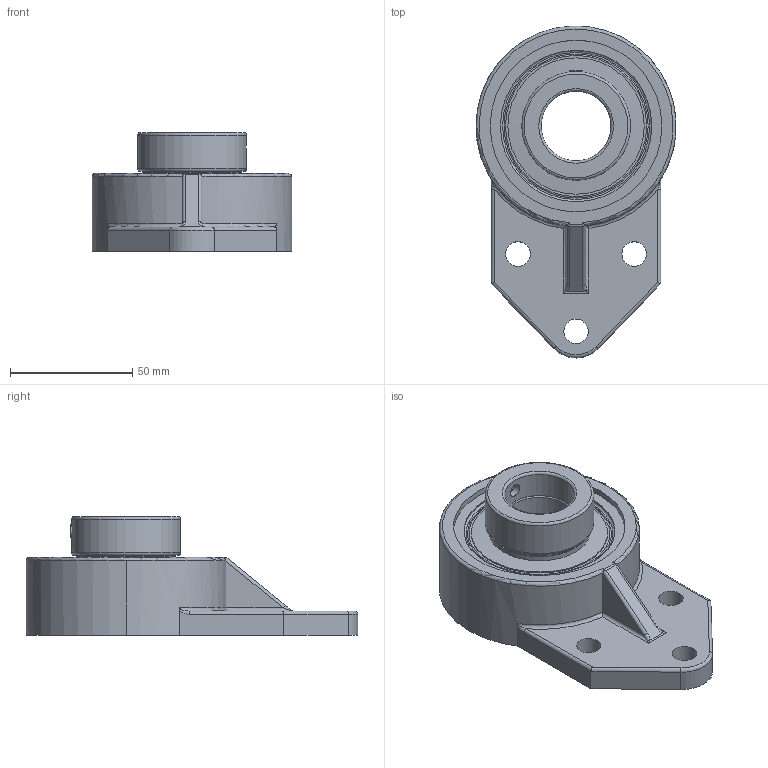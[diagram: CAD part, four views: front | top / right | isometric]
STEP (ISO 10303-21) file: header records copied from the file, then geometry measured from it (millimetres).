
FILE_DESCRIPTION(('HOOPS Exchange Step'),'2;1');
FILE_NAME('export-57B12634-F72E-4459-B346-BDBDDFA9B969.stp','2020-05-20T12:21:31-07:00',('dkerr'),('Alibre'),'HOOPS Exchange 2020.0','Alibre','Unknown authorisation');
FILE_SCHEMA( ('AP242_MANAGED_MODEL_BASED_3D_ENGINEERING_MIM_LF {1 0 10303 442 1 1 4 }') );
Length unit declared in the file: inch
Products named in the file (8): MRN SFBM 206 L4L; SNC 206 (Ball Bearing); SNC 206 (Setscrew); SNC 206 (Shield); SNC 206-18 L4L (1.125inch) (Race); SNC 206-18 (Collar); MRN SNC 206-18 L4L (1.125inch); MRN SNCSFBM 206-18 L4L (1.125inch)
Assembly tree (8 placements, depth 3):
  MRN SNCSFBM 206-18 L4L (1.125inch)
    MRN SFBM 206 L4L
    MRN SNC 206-18 L4L (1.125inch)
      SNC 206 (Ball Bearing)
      SNC 206 (Setscrew)
      SNC 206 (Shield)  x2
      SNC 206-18 L4L (1.125inch) (Race)
      SNC 206-18 (Collar)
Bounding box: 81.94 x 135.98 x 48.7 mm (x, y, z)
Volume: 151651.5 mm3; surface area: 58160.4 mm2
Topology: 16 solids, 16 shells, 149 faces, 399 edges, 260 vertices
Faces by surface type: cylinder 51, plane 41, torus 21, sphere 16, bspline 10, cone 10
Full cylindrical faces by diameter (mm): 5.359 x2, 5.36 x1, 10 x3, 28.575 x2, 37.643 x2, 40.322 x4, 41.338 x2, 44.501 x1, 51.397 x2, 55.88 x2, 62.017 x1, 66.017 x1, 70.35 x1
Entity records: 7414 total; most frequent: CARTESIAN_POINT 3653, DIRECTION 801, ORIENTED_EDGE 704, EDGE_CURVE 352, AXIS2_PLACEMENT_3D 347, VERTEX_POINT 246, CIRCLE 181, EDGE_LOOP 166
